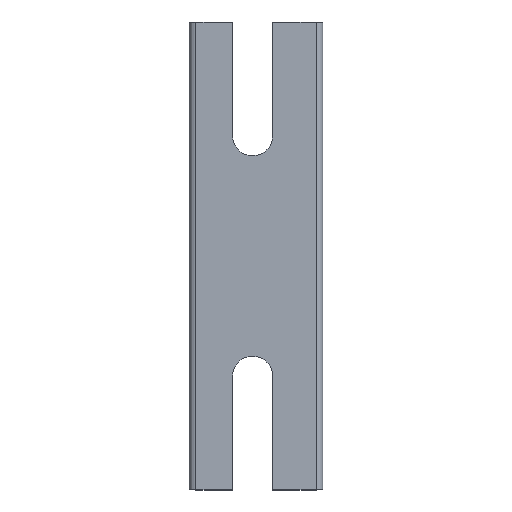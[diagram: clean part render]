
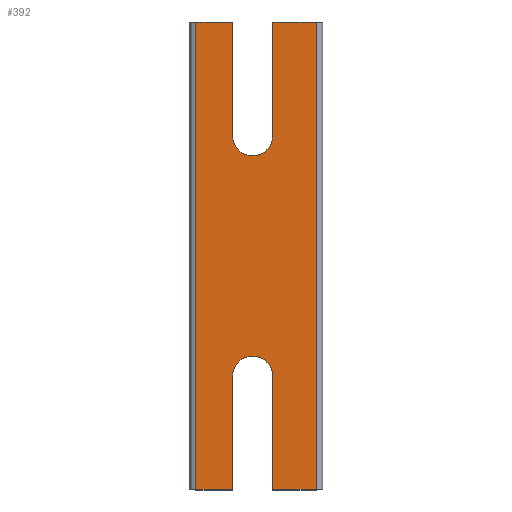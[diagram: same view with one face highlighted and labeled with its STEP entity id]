
A CAD part, top view. The second image highlights one B-rep face of the part: STEP entity #392.
In plain terms, the highlighted planar face has unit normal (0, 0, 1).
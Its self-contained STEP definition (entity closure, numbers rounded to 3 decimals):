
#86=CIRCLE('',#432,3.);
#87=CIRCLE('',#433,3.);
#122=ORIENTED_EDGE('',*,*,#194,.T.);
#123=ORIENTED_EDGE('',*,*,#214,.T.);
#124=ORIENTED_EDGE('',*,*,#186,.T.);
#125=ORIENTED_EDGE('',*,*,#215,.F.);
#126=ORIENTED_EDGE('',*,*,#216,.F.);
#127=ORIENTED_EDGE('',*,*,#217,.F.);
#128=ORIENTED_EDGE('',*,*,#202,.T.);
#129=ORIENTED_EDGE('',*,*,#218,.T.);
#130=ORIENTED_EDGE('',*,*,#209,.T.);
#131=ORIENTED_EDGE('',*,*,#219,.F.);
#132=ORIENTED_EDGE('',*,*,#220,.F.);
#133=ORIENTED_EDGE('',*,*,#221,.F.);
#186=EDGE_CURVE('',#234,#235,#266,.T.);
#194=EDGE_CURVE('',#243,#242,#271,.T.);
#202=EDGE_CURVE('',#249,#248,#277,.T.);
#209=EDGE_CURVE('',#254,#255,#283,.T.);
#214=EDGE_CURVE('',#242,#234,#286,.T.);
#215=EDGE_CURVE('',#258,#235,#287,.T.);
#216=EDGE_CURVE('',#259,#258,#86,.T.);
#217=EDGE_CURVE('',#249,#259,#288,.T.);
#218=EDGE_CURVE('',#248,#254,#289,.T.);
#219=EDGE_CURVE('',#260,#255,#290,.T.);
#220=EDGE_CURVE('',#261,#260,#87,.T.);
#221=EDGE_CURVE('',#243,#261,#291,.T.);
#234=VERTEX_POINT('',#596);
#235=VERTEX_POINT('',#597);
#242=VERTEX_POINT('',#612);
#243=VERTEX_POINT('',#614);
#248=VERTEX_POINT('',#628);
#249=VERTEX_POINT('',#630);
#254=VERTEX_POINT('',#644);
#255=VERTEX_POINT('',#645);
#258=VERTEX_POINT('',#655);
#259=VERTEX_POINT('',#657);
#260=VERTEX_POINT('',#661);
#261=VERTEX_POINT('',#663);
#266=LINE('',#595,#302);
#271=LINE('',#613,#307);
#277=LINE('',#629,#313);
#283=LINE('',#643,#319);
#286=LINE('',#653,#322);
#287=LINE('',#654,#323);
#288=LINE('',#658,#324);
#289=LINE('',#659,#325);
#290=LINE('',#660,#326);
#291=LINE('',#664,#327);
#302=VECTOR('',#467,1000.);
#307=VECTOR('',#480,1000.);
#313=VECTOR('',#494,1000.);
#319=VECTOR('',#506,1000.);
#322=VECTOR('',#515,1000.);
#323=VECTOR('',#516,1000.);
#324=VECTOR('',#519,1000.);
#325=VECTOR('',#520,1000.);
#326=VECTOR('',#521,1000.);
#327=VECTOR('',#524,1000.);
#344=EDGE_LOOP('',(#122,#123,#124,#125,#126,#127,#128,#129,#130,#131,#132,
#133));
#362=FACE_BOUND('',#344,.T.);
#380=PLANE('',#431);
#392=ADVANCED_FACE('',(#362),#380,.T.);
#431=AXIS2_PLACEMENT_3D('',#652,#513,#514);
#432=AXIS2_PLACEMENT_3D('',#656,#517,#518);
#433=AXIS2_PLACEMENT_3D('',#662,#522,#523);
#467=DIRECTION('',(1.,0.,0.));
#480=DIRECTION('',(-1.,0.,0.));
#494=DIRECTION('',(1.,0.,0.));
#506=DIRECTION('',(-1.,0.,0.));
#513=DIRECTION('',(0.,0.,1.));
#514=DIRECTION('',(1.,0.,0.));
#515=DIRECTION('',(0.,-1.,0.));
#516=DIRECTION('',(0.,-1.,0.));
#517=DIRECTION('',(0.,0.,1.));
#518=DIRECTION('',(0.,-1.,0.));
#519=DIRECTION('',(0.,1.,0.));
#520=DIRECTION('',(0.,1.,0.));
#521=DIRECTION('',(0.,1.,0.));
#522=DIRECTION('',(0.,0.,1.));
#523=DIRECTION('',(0.,-1.,0.));
#524=DIRECTION('',(0.,-1.,0.));
#595=CARTESIAN_POINT('',(0.,0.,2.75));
#596=CARTESIAN_POINT('',(1.,0.,2.75));
#597=CARTESIAN_POINT('',(6.5,0.,2.75));
#612=CARTESIAN_POINT('',(1.,70.,2.75));
#613=CARTESIAN_POINT('',(20.,70.,2.75));
#614=CARTESIAN_POINT('',(6.5,70.,2.75));
#628=CARTESIAN_POINT('',(19.,0.,2.75));
#629=CARTESIAN_POINT('',(0.,0.,2.75));
#630=CARTESIAN_POINT('',(12.5,0.,2.75));
#643=CARTESIAN_POINT('',(20.,70.,2.75));
#644=CARTESIAN_POINT('',(19.,70.,2.75));
#645=CARTESIAN_POINT('',(12.5,70.,2.75));
#652=CARTESIAN_POINT('',(0.,0.,2.75));
#653=CARTESIAN_POINT('',(1.,0.,2.75));
#654=CARTESIAN_POINT('',(6.5,17.,2.75));
#655=CARTESIAN_POINT('',(6.5,17.,2.75));
#656=CARTESIAN_POINT('',(9.5,17.,2.75));
#657=CARTESIAN_POINT('',(12.5,17.,2.75));
#658=CARTESIAN_POINT('',(12.5,-3.,2.75));
#659=CARTESIAN_POINT('',(19.,70.,2.75));
#660=CARTESIAN_POINT('',(12.5,53.,2.75));
#661=CARTESIAN_POINT('',(12.5,53.,2.75));
#662=CARTESIAN_POINT('',(9.5,53.,2.75));
#663=CARTESIAN_POINT('',(6.5,53.,2.75));
#664=CARTESIAN_POINT('',(6.5,73.,2.75));
